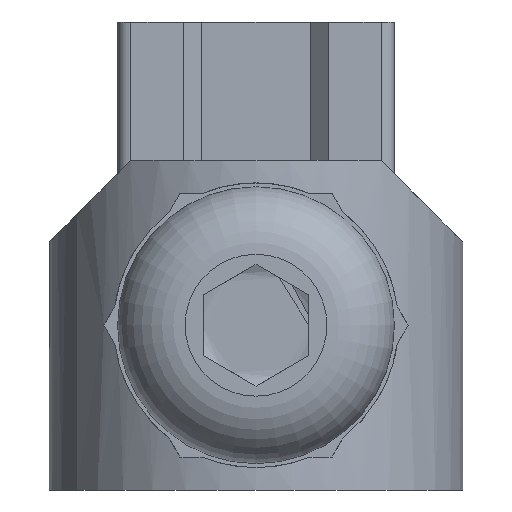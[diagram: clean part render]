
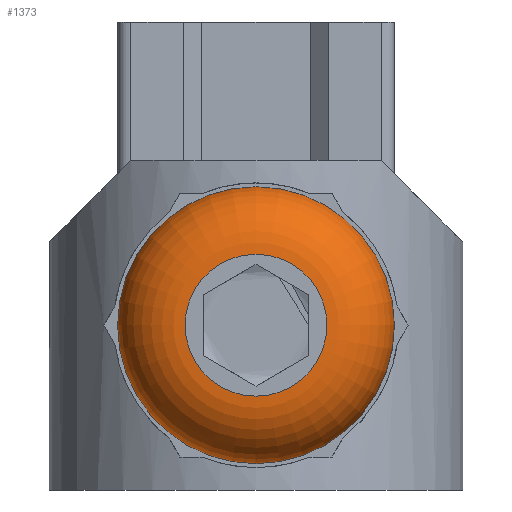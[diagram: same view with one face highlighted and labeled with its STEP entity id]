
A CAD part, left-side view. The second image highlights one B-rep face of the part: STEP entity #1373.
In plain terms, the highlighted toroidal (fillet/blend) face has major radius 2.69 mm and minor radius 2.56 mm.
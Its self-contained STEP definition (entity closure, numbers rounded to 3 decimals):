
#34=TOROIDAL_SURFACE('',#1550,2.69,2.56);
#151=FACE_OUTER_BOUND('',#224,.T.);
#224=EDGE_LOOP('',(#1105,#1106,#1107,#1108,#1109,#1110,#1111));
#286=CIRCLE('',#1551,5.25);
#287=CIRCLE('',#1552,5.25);
#288=CIRCLE('',#1553,2.56);
#289=CIRCLE('',#1554,2.69);
#290=CIRCLE('',#1555,2.69);
#291=CIRCLE('',#1556,5.25);
#618=VERTEX_POINT('',#2323);
#619=VERTEX_POINT('',#2324);
#620=VERTEX_POINT('',#2326);
#621=VERTEX_POINT('',#2328);
#622=VERTEX_POINT('',#2330);
#792=EDGE_CURVE('',#618,#619,#286,.T.);
#793=EDGE_CURVE('',#619,#620,#287,.T.);
#794=EDGE_CURVE('',#620,#621,#288,.T.);
#795=EDGE_CURVE('',#621,#622,#289,.T.);
#796=EDGE_CURVE('',#622,#621,#290,.T.);
#797=EDGE_CURVE('',#620,#618,#291,.T.);
#1105=ORIENTED_EDGE('',*,*,#792,.T.);
#1106=ORIENTED_EDGE('',*,*,#793,.T.);
#1107=ORIENTED_EDGE('',*,*,#794,.T.);
#1108=ORIENTED_EDGE('',*,*,#795,.T.);
#1109=ORIENTED_EDGE('',*,*,#796,.T.);
#1110=ORIENTED_EDGE('',*,*,#794,.F.);
#1111=ORIENTED_EDGE('',*,*,#797,.T.);
#1373=ADVANCED_FACE('',(#151),#34,.T.);
#1550=AXIS2_PLACEMENT_3D('',#2322,#1848,#1849);
#1551=AXIS2_PLACEMENT_3D('',#2325,#1850,#1851);
#1552=AXIS2_PLACEMENT_3D('',#2327,#1852,#1853);
#1553=AXIS2_PLACEMENT_3D('',#2329,#1854,#1855);
#1554=AXIS2_PLACEMENT_3D('',#2331,#1856,#1857);
#1555=AXIS2_PLACEMENT_3D('',#2332,#1858,#1859);
#1556=AXIS2_PLACEMENT_3D('',#2333,#1860,#1861);
#1848=DIRECTION('center_axis',(1.,0.,0.));
#1849=DIRECTION('ref_axis',(0.,0.,-1.));
#1850=DIRECTION('center_axis',(-1.,0.,0.));
#1851=DIRECTION('ref_axis',(0.,-1.,0.));
#1852=DIRECTION('center_axis',(-1.,0.,0.));
#1853=DIRECTION('ref_axis',(0.,-1.,0.));
#1854=DIRECTION('center_axis',(0.,-1.,0.));
#1855=DIRECTION('ref_axis',(0.,0.,1.));
#1856=DIRECTION('center_axis',(1.,0.,0.));
#1857=DIRECTION('ref_axis',(0.,-1.,0.));
#1858=DIRECTION('center_axis',(1.,0.,0.));
#1859=DIRECTION('ref_axis',(0.,-1.,0.));
#1860=DIRECTION('center_axis',(-1.,0.,0.));
#1861=DIRECTION('ref_axis',(0.,-1.,0.));
#2322=CARTESIAN_POINT('Origin',(-0.74,0.,
0.));
#2323=CARTESIAN_POINT('',(-0.74,5.25,0.));
#2324=CARTESIAN_POINT('',(-0.74,-5.25,0.));
#2325=CARTESIAN_POINT('Origin',(-0.74,0.,
0.));
#2326=CARTESIAN_POINT('',(-0.74,0.,5.25));
#2327=CARTESIAN_POINT('Origin',(-0.74,0.,
0.));
#2328=CARTESIAN_POINT('',(-3.3,0.,2.69));
#2329=CARTESIAN_POINT('Origin',(-0.74,0.,
2.69));
#2330=CARTESIAN_POINT('',(-3.3,2.69,0.));
#2331=CARTESIAN_POINT('Origin',(-3.3,0.,0.));
#2332=CARTESIAN_POINT('Origin',(-3.3,0.,0.));
#2333=CARTESIAN_POINT('Origin',(-0.74,0.,
0.));
